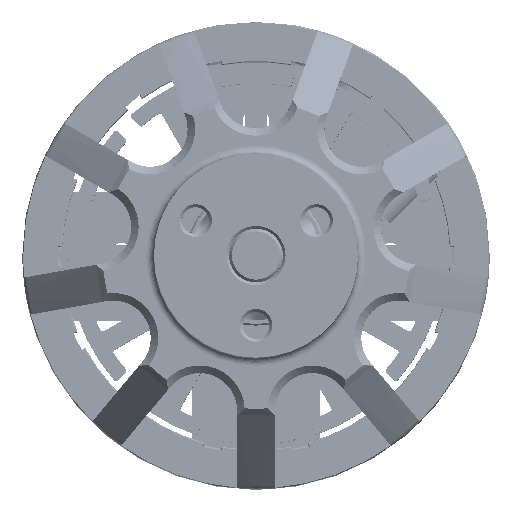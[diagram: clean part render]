
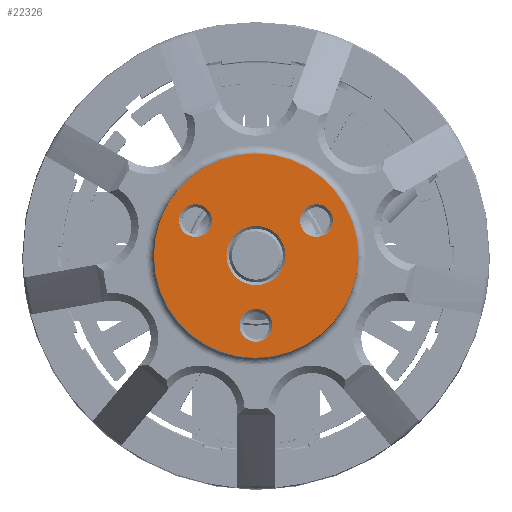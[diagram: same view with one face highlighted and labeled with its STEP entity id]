
A CAD part, top view. The second image highlights one B-rep face of the part: STEP entity #22326.
In plain terms, the highlighted planar face has unit normal (0, 0, 1).
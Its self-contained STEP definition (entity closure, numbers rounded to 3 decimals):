
#102 = AXIS2_PLACEMENT_3D ( 'NONE', #29683, #24285, #29580 ) ;
#167 = CARTESIAN_POINT ( 'NONE',  ( -5.629, 3.25, 18. ) ) ;
#919 = DIRECTION ( 'NONE',  ( 1., 0., 0. ) ) ;
#1513 = CIRCLE ( 'NONE', #5086, 1.525 ) ;
#1817 = EDGE_LOOP ( 'NONE', ( #15670, #19119 ) ) ;
#1926 = CARTESIAN_POINT ( 'NONE',  ( -9.5, 0., 18. ) ) ;
#2285 = CARTESIAN_POINT ( 'NONE',  ( 4.104, 3.25, 18. ) ) ;
#2538 = VERTEX_POINT ( 'NONE', #31484 ) ;
#2601 = CARTESIAN_POINT ( 'NONE',  ( 5.629, 3.25, 18. ) ) ;
#2746 = CIRCLE ( 'NONE', #11231, 1.525 ) ;
#2954 = FACE_BOUND ( 'NONE', #30882, .T. ) ;
#3274 = DIRECTION ( 'NONE',  ( 0., 0., 1. ) ) ;
#3314 = CARTESIAN_POINT ( 'NONE',  ( 0., 0., 18. ) ) ;
#3395 = CARTESIAN_POINT ( 'NONE',  ( -2.75, 0., 18. ) ) ;
#3397 = EDGE_CURVE ( 'NONE', #7324, #18156, #12031, .T. ) ;
#4319 = CIRCLE ( 'NONE', #6794, 9.5 ) ;
#4521 = AXIS2_PLACEMENT_3D ( 'NONE', #7991, #25012, #12987 ) ;
#5086 = AXIS2_PLACEMENT_3D ( 'NONE', #25004, #12652, #5483 ) ;
#5338 = CARTESIAN_POINT ( 'NONE',  ( 0., -6.5, 18. ) ) ;
#5379 = VERTEX_POINT ( 'NONE', #12619 ) ;
#5483 = DIRECTION ( 'NONE',  ( 1., 0., 0. ) ) ;
#6794 = AXIS2_PLACEMENT_3D ( 'NONE', #18001, #30653, #25368 ) ;
#7324 = VERTEX_POINT ( 'NONE', #15032 ) ;
#7349 = DIRECTION ( 'NONE',  ( 0., 0., -1. ) ) ;
#7415 = DIRECTION ( 'NONE',  ( 0., 0., 1. ) ) ;
#7604 = DIRECTION ( 'NONE',  ( 1., 0., 0. ) ) ;
#7609 = CIRCLE ( 'NONE', #18446, 1.525 ) ;
#7991 = CARTESIAN_POINT ( 'NONE',  ( 0., 0., 18. ) ) ;
#8837 = VERTEX_POINT ( 'NONE', #2285 ) ;
#9136 = EDGE_CURVE ( 'NONE', #25868, #15924, #24476, .T. ) ;
#9242 = ORIENTED_EDGE ( 'NONE', *, *, #16647, .F. ) ;
#10222 = AXIS2_PLACEMENT_3D ( 'NONE', #13308, #30643, #919 ) ;
#10288 = DIRECTION ( 'NONE',  ( 1., 0., 0. ) ) ;
#10463 = VERTEX_POINT ( 'NONE', #31782 ) ;
#10641 = CIRCLE ( 'NONE', #11119, 2.75 ) ;
#11119 = AXIS2_PLACEMENT_3D ( 'NONE', #22505, #7349, #27382 ) ;
#11190 = EDGE_CURVE ( 'NONE', #2538, #22011, #28465, .T. ) ;
#11231 = AXIS2_PLACEMENT_3D ( 'NONE', #5338, #7415, #7604 ) ;
#11391 = VERTEX_POINT ( 'NONE', #13927 ) ;
#12031 = CIRCLE ( 'NONE', #4521, 9.5 ) ;
#12619 = CARTESIAN_POINT ( 'NONE',  ( 7.154, 3.25, 18. ) ) ;
#12652 = DIRECTION ( 'NONE',  ( 0., 0., 1. ) ) ;
#12807 = DIRECTION ( 'NONE',  ( 1., 0., 0. ) ) ;
#12987 = DIRECTION ( 'NONE',  ( 1., 0., 0. ) ) ;
#13308 = CARTESIAN_POINT ( 'NONE',  ( 0., 0., 18. ) ) ;
#13927 = CARTESIAN_POINT ( 'NONE',  ( -4.104, 3.25, 18. ) ) ;
#14003 = AXIS2_PLACEMENT_3D ( 'NONE', #30179, #3274, #27685 ) ;
#14924 = EDGE_CURVE ( 'NONE', #5379, #8837, #1513, .T. ) ;
#14993 = FACE_BOUND ( 'NONE', #29868, .T. ) ;
#15032 = CARTESIAN_POINT ( 'NONE',  ( 9.5, 0., 18. ) ) ;
#15670 = ORIENTED_EDGE ( 'NONE', *, *, #14924, .F. ) ;
#15869 = ORIENTED_EDGE ( 'NONE', *, *, #11190, .F. ) ;
#15924 = VERTEX_POINT ( 'NONE', #19379 ) ;
#16431 = ORIENTED_EDGE ( 'NONE', *, *, #16478, .F. ) ;
#16478 = EDGE_CURVE ( 'NONE', #10463, #11391, #21601, .T. ) ;
#16647 = EDGE_CURVE ( 'NONE', #11391, #10463, #7609, .T. ) ;
#17688 = DIRECTION ( 'NONE',  ( 0., 0., 1. ) ) ;
#18001 = CARTESIAN_POINT ( 'NONE',  ( 0., 0., 18. ) ) ;
#18156 = VERTEX_POINT ( 'NONE', #1926 ) ;
#18446 = AXIS2_PLACEMENT_3D ( 'NONE', #167, #24940, #12807 ) ;
#18602 = AXIS2_PLACEMENT_3D ( 'NONE', #2601, #17688, #27232 ) ;
#19119 = ORIENTED_EDGE ( 'NONE', *, *, #29526, .F. ) ;
#19379 = CARTESIAN_POINT ( 'NONE',  ( 2.75, 0., 18. ) ) ;
#20560 = ORIENTED_EDGE ( 'NONE', *, *, #32047, .T. ) ;
#20697 = ORIENTED_EDGE ( 'NONE', *, *, #3397, .T. ) ;
#21591 = CARTESIAN_POINT ( 'NONE',  ( -1.525, -6.5, 18. ) ) ;
#21601 = CIRCLE ( 'NONE', #102, 1.525 ) ;
#22011 = VERTEX_POINT ( 'NONE', #21591 ) ;
#22326 = ADVANCED_FACE ( 'NONE', ( #2954, #32046, #28175, #14993, #27401 ), #30542, .T. ) ;
#22505 = CARTESIAN_POINT ( 'NONE',  ( 0., 0., 18. ) ) ;
#22887 = ORIENTED_EDGE ( 'NONE', *, *, #30825, .T. ) ;
#24285 = DIRECTION ( 'NONE',  ( 0., 0., 1. ) ) ;
#24476 = CIRCLE ( 'NONE', #10222, 2.75 ) ;
#24940 = DIRECTION ( 'NONE',  ( 0., 0., 1. ) ) ;
#25004 = CARTESIAN_POINT ( 'NONE',  ( 5.629, 3.25, 18. ) ) ;
#25012 = DIRECTION ( 'NONE',  ( 0., 0., 1. ) ) ;
#25368 = DIRECTION ( 'NONE',  ( 1., 0., 0. ) ) ;
#25868 = VERTEX_POINT ( 'NONE', #3395 ) ;
#26213 = EDGE_CURVE ( 'NONE', #22011, #2538, #2746, .T. ) ;
#26228 = CIRCLE ( 'NONE', #18602, 1.525 ) ;
#26673 = EDGE_LOOP ( 'NONE', ( #9242, #16431 ) ) ;
#27232 = DIRECTION ( 'NONE',  ( 1., 0., 0. ) ) ;
#27382 = DIRECTION ( 'NONE',  ( 1., 0., 0. ) ) ;
#27401 = FACE_OUTER_BOUND ( 'NONE', #31514, .T. ) ;
#27685 = DIRECTION ( 'NONE',  ( 1., 0., 0. ) ) ;
#28175 = FACE_BOUND ( 'NONE', #26673, .T. ) ;
#28465 = CIRCLE ( 'NONE', #14003, 1.525 ) ;
#28918 = ORIENTED_EDGE ( 'NONE', *, *, #26213, .F. ) ;
#28929 = DIRECTION ( 'NONE',  ( 0., 0., 1. ) ) ;
#29526 = EDGE_CURVE ( 'NONE', #8837, #5379, #26228, .T. ) ;
#29580 = DIRECTION ( 'NONE',  ( 1., 0., 0. ) ) ;
#29683 = CARTESIAN_POINT ( 'NONE',  ( -5.629, 3.25, 18. ) ) ;
#29868 = EDGE_LOOP ( 'NONE', ( #22887, #30972 ) ) ;
#30179 = CARTESIAN_POINT ( 'NONE',  ( 0., -6.5, 18. ) ) ;
#30369 = AXIS2_PLACEMENT_3D ( 'NONE', #3314, #28929, #10288 ) ;
#30542 = PLANE ( 'NONE',  #30369 ) ;
#30643 = DIRECTION ( 'NONE',  ( 0., 0., -1. ) ) ;
#30653 = DIRECTION ( 'NONE',  ( 0., 0., 1. ) ) ;
#30825 = EDGE_CURVE ( 'NONE', #15924, #25868, #10641, .T. ) ;
#30882 = EDGE_LOOP ( 'NONE', ( #15869, #28918 ) ) ;
#30972 = ORIENTED_EDGE ( 'NONE', *, *, #9136, .T. ) ;
#31484 = CARTESIAN_POINT ( 'NONE',  ( 1.525, -6.5, 18. ) ) ;
#31514 = EDGE_LOOP ( 'NONE', ( #20697, #20560 ) ) ;
#31782 = CARTESIAN_POINT ( 'NONE',  ( -7.154, 3.25, 18. ) ) ;
#32046 = FACE_BOUND ( 'NONE', #1817, .T. ) ;
#32047 = EDGE_CURVE ( 'NONE', #18156, #7324, #4319, .T. ) ;
